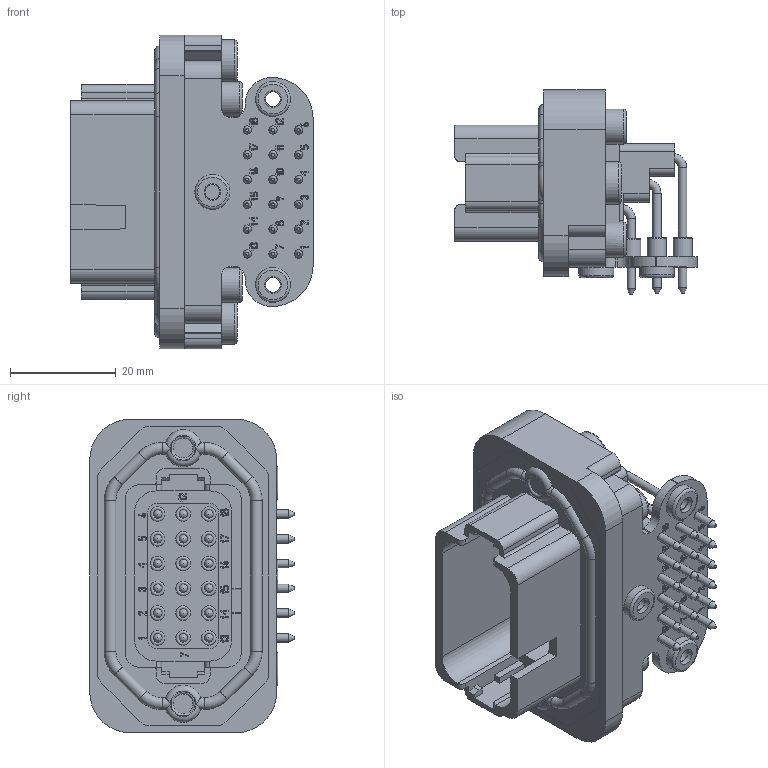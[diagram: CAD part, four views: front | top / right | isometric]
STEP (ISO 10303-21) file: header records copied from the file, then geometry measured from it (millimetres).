
FILE_DESCRIPTION(/* description */ ('STEP AP214'),/* implementation_level */ '2;1');
FILE_NAME(/* name */ 'AT13-18PD-BM03BN',/* time_stamp */ '2023-07-24T15:14:17+02:00',/* author */ ('License CC BY-ND 4.0'),/* organization */ ('CADENAS'),/* preprocessor_version */ 'ST-DEVELOPER v19.3',/* originating_system */ 'PARTsolutions',/* authorisation */ ' ');
FILE_SCHEMA (('AUTOMOTIVE_DESIGN {1 0 10303 214 3 1 1}'));
Length unit declared in the file: millimetre
Products named in the file (1): AT13-18PD-BM03BN
Bounding box: 45.73 x 38.58 x 59.2 mm (x, y, z)
Volume: 29412.2 mm3; surface area: 17540.1 mm2
Topology: 1 solids, 1 shells, 926 faces, 2336 edges, 1554 vertices
Faces by surface type: plane 558, cylinder 239, torus 93, sphere 18, cone 18
Full cylindrical faces by diameter (mm): 0.375 x5, 0.42 x2, 0.487 x1, 0.675 x1, 0.7 x2, 1.57 x54, 1.717 x18, 2.79 x7, 3.15 x7, 3.63 x18, 6.6 x7, 8.1 x2
Entity records: 32165 total; most frequent: CARTESIAN_POINT 4550, DIRECTION 4377, ORIENTED_EDGE 3936, EDGE_CURVE 1968, AXIS2_PLACEMENT_3D 1512, VERTEX_POINT 1431, LINE 1353, VECTOR 1353
